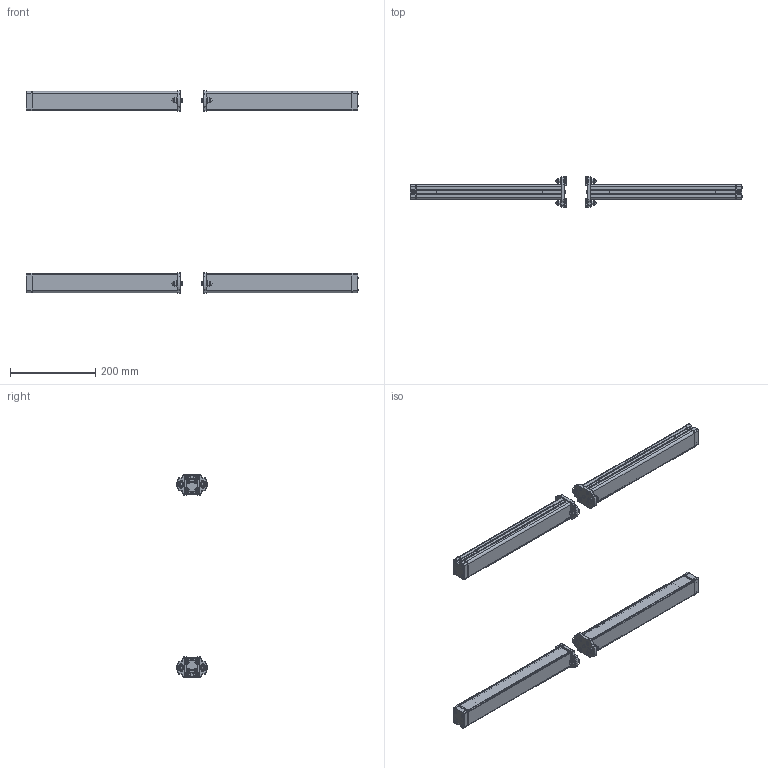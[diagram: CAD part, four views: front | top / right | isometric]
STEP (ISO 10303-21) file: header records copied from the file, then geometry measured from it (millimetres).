
FILE_DESCRIPTION(('STEP AP242'),'1');
FILE_NAME('xuszast4pp.stp','2021-09-26T19:15:10',('TraceParts'),('TraceParts S.A.'),'Spatial InterOp 3D',' ',' ');
FILE_SCHEMA(('AP242_MANAGED_MODEL_BASED_3D_ENGINEERING_MIM_LF {1 0 10303 442 1 1 4}'));
Length unit declared in the file: millimetre
Products named in the file (1): xuszast4pp_1
Bounding box: 778.25 x 72 x 474.93 mm (x, y, z)
Volume: 2116601.6 mm3; surface area: 492129 mm2
Topology: 80 solids, 80 shells, 3996 faces, 10224 edges, 6288 vertices
Faces by surface type: cylinder 1768, plane 1448, torus 324, sphere 240, bspline 136, cone 80
Entity records: 126864 total; most frequent: CARTESIAN_POINT 27188, DIRECTION 22248, ORIENTED_EDGE 20040, EDGE_CURVE 10020, AXIS2_PLACEMENT_3D 8496, VERTEX_POINT 6288, LINE 5256, VECTOR 5256
